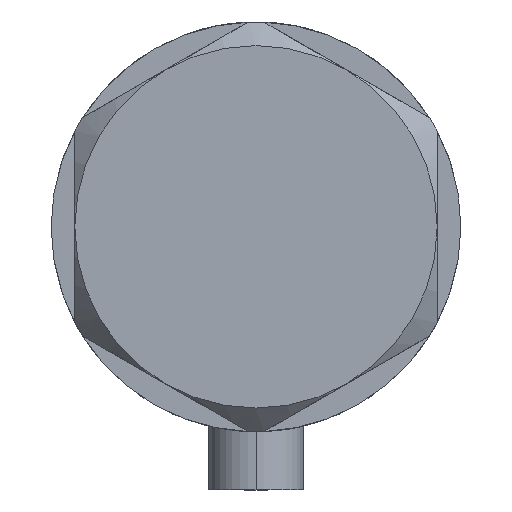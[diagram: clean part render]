
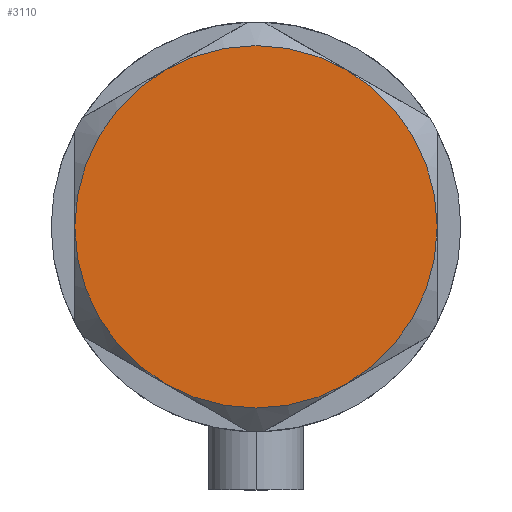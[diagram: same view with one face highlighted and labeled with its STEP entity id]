
A CAD part, left-side view. The second image highlights one B-rep face of the part: STEP entity #3110.
In plain terms, the highlighted face is planar.
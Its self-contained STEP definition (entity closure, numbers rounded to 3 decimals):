
#35 = VERTEX_POINT ( 'NONE', #640 ) ;
#116 = CIRCLE ( 'NONE', #199, 23. ) ;
#134 = DIRECTION ( 'NONE',  ( 0., 0., 1. ) ) ;
#190 = CIRCLE ( 'NONE', #2939, 23. ) ;
#199 = AXIS2_PLACEMENT_3D ( 'NONE', #3182, #2047, #1308 ) ;
#218 = EDGE_LOOP ( 'NONE', ( #1038, #2018, #923, #4702, #3316, #4644 ) ) ;
#370 = PLANE ( 'NONE',  #1208 ) ;
#412 = CIRCLE ( 'NONE', #2229, 23. ) ;
#419 = CARTESIAN_POINT ( 'NONE',  ( 0., 0., 9. ) ) ;
#435 = CARTESIAN_POINT ( 'NONE',  ( 0., 0., 9. ) ) ;
#640 = CARTESIAN_POINT ( 'NONE',  ( 11.5, 19.919, 9. ) ) ;
#722 = EDGE_CURVE ( 'NONE', #1679, #3596, #2694, .T. ) ;
#847 = CARTESIAN_POINT ( 'NONE',  ( 11.5, -19.919, 9. ) ) ;
#923 = ORIENTED_EDGE ( 'NONE', *, *, #4731, .T. ) ;
#1038 = ORIENTED_EDGE ( 'NONE', *, *, #3703, .T. ) ;
#1117 = DIRECTION ( 'NONE',  ( 0., 0., 1. ) ) ;
#1208 = AXIS2_PLACEMENT_3D ( 'NONE', #3694, #2218, #3369 ) ;
#1247 = DIRECTION ( 'NONE',  ( 0., 0., 1. ) ) ;
#1308 = DIRECTION ( 'NONE',  ( 1., 0., 0. ) ) ;
#1354 = CARTESIAN_POINT ( 'NONE',  ( -11.5, 19.919, 9. ) ) ;
#1552 = EDGE_CURVE ( 'NONE', #3968, #35, #412, .T. ) ;
#1679 = VERTEX_POINT ( 'NONE', #1354 ) ;
#1742 = AXIS2_PLACEMENT_3D ( 'NONE', #435, #1247, #1962 ) ;
#1962 = DIRECTION ( 'NONE',  ( 1., 0., 0. ) ) ;
#1972 = DIRECTION ( 'NONE',  ( 1., 0., 0. ) ) ;
#2018 = ORIENTED_EDGE ( 'NONE', *, *, #1552, .T. ) ;
#2047 = DIRECTION ( 'NONE',  ( 0., 0., 1. ) ) ;
#2057 = DIRECTION ( 'NONE',  ( 1., 0., 0. ) ) ;
#2196 = FACE_OUTER_BOUND ( 'NONE', #218, .T. ) ;
#2218 = DIRECTION ( 'NONE',  ( 0., 0., 1. ) ) ;
#2229 = AXIS2_PLACEMENT_3D ( 'NONE', #4260, #2450, #2057 ) ;
#2236 = DIRECTION ( 'NONE',  ( 1., 0., 0. ) ) ;
#2349 = CARTESIAN_POINT ( 'NONE',  ( 0., 0., 9. ) ) ;
#2369 = EDGE_CURVE ( 'NONE', #4784, #2945, #190, .T. ) ;
#2402 = DIRECTION ( 'NONE',  ( 1., 0., 0. ) ) ;
#2450 = DIRECTION ( 'NONE',  ( 0., 0., 1. ) ) ;
#2694 = CIRCLE ( 'NONE', #3234, 23. ) ;
#2939 = AXIS2_PLACEMENT_3D ( 'NONE', #2349, #3853, #1972 ) ;
#2945 = VERTEX_POINT ( 'NONE', #847 ) ;
#3073 = CARTESIAN_POINT ( 'NONE',  ( 0., 0., 9. ) ) ;
#3110 = ADVANCED_FACE ( 'NONE', ( #2196 ), #370, .T. ) ;
#3182 = CARTESIAN_POINT ( 'NONE',  ( 0., 0., 9. ) ) ;
#3234 = AXIS2_PLACEMENT_3D ( 'NONE', #3073, #1117, #2236 ) ;
#3316 = ORIENTED_EDGE ( 'NONE', *, *, #4658, .T. ) ;
#3365 = CARTESIAN_POINT ( 'NONE',  ( -23., 0., 9. ) ) ;
#3369 = DIRECTION ( 'NONE',  ( 1., 0., 0. ) ) ;
#3483 = CIRCLE ( 'NONE', #1742, 23. ) ;
#3596 = VERTEX_POINT ( 'NONE', #3365 ) ;
#3694 = CARTESIAN_POINT ( 'NONE',  ( 0., 0., 9. ) ) ;
#3703 = EDGE_CURVE ( 'NONE', #2945, #3968, #3483, .T. ) ;
#3853 = DIRECTION ( 'NONE',  ( 0., 0., 1. ) ) ;
#3896 = CARTESIAN_POINT ( 'NONE',  ( 23., 0., 9. ) ) ;
#3968 = VERTEX_POINT ( 'NONE', #3896 ) ;
#4082 = CARTESIAN_POINT ( 'NONE',  ( -11.5, -19.919, 9. ) ) ;
#4260 = CARTESIAN_POINT ( 'NONE',  ( 0., 0., 9. ) ) ;
#4300 = CIRCLE ( 'NONE', #4528, 23. ) ;
#4528 = AXIS2_PLACEMENT_3D ( 'NONE', #419, #134, #2402 ) ;
#4644 = ORIENTED_EDGE ( 'NONE', *, *, #2369, .T. ) ;
#4658 = EDGE_CURVE ( 'NONE', #3596, #4784, #4300, .T. ) ;
#4702 = ORIENTED_EDGE ( 'NONE', *, *, #722, .T. ) ;
#4731 = EDGE_CURVE ( 'NONE', #35, #1679, #116, .T. ) ;
#4784 = VERTEX_POINT ( 'NONE', #4082 ) ;
